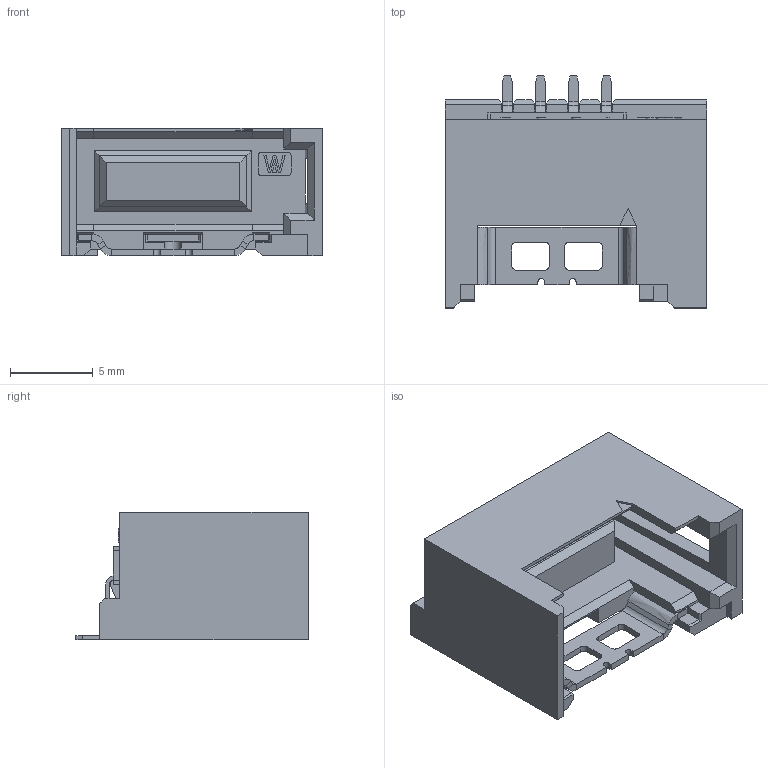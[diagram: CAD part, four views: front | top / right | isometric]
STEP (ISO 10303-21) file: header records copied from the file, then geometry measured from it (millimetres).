
FILE_DESCRIPTION( ('This file contains a STEP AP42 implementation' ,'as created by ZW3D STEP Interface translator.') ,'2;1' );
FILE_NAME( '5372-1Z04XXBX03.stp' ,'2312 4.115344', (''), ('ZWCAD Software Co.'), 'Version 1.0', 'ZW3D to STEP translator', '' );
FILE_SCHEMA(('AUTOMOTIVE_DESIGN { 1 0 10303 214 1 1 1 1 }'));
Length unit declared in the file: millimetre
Products named in the file (2): 0; 5372-1Z04XXBX03.stpWZH
Bounding box: 15.8 x 14.05 x 7.7 mm (x, y, z)
Volume: 611.1 mm3; surface area: 1278.5 mm2
Topology: 1 solids, 1 shells, 536 faces, 1476 edges, 958 vertices
Faces by surface type: plane 456, bspline 64, cylinder 16
Entity records: 17853 total; most frequent: CARTESIAN_POINT 3937, ORIENTED_EDGE 2952, DIRECTION 2437, EDGE_CURVE 1476, VECTOR 1313, LINE 1313, VERTEX_POINT 958, AXIS2_PLACEMENT_3D 562
